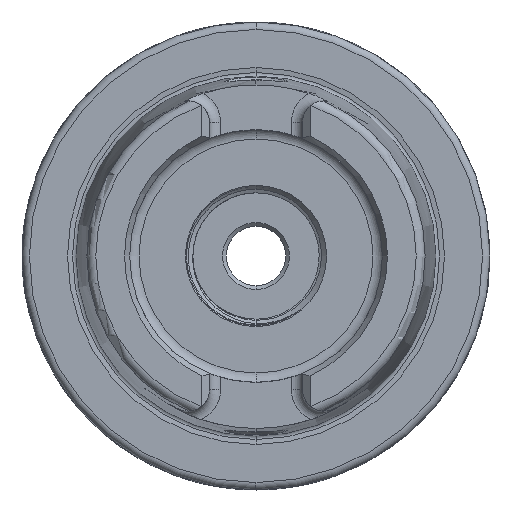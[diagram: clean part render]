
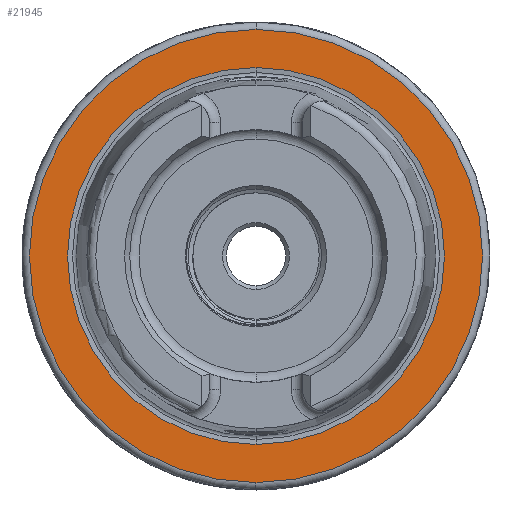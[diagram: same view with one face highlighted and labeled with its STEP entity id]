
A CAD part, left-side view. The second image highlights one B-rep face of the part: STEP entity #21945.
In plain terms, the highlighted planar face has unit normal (-1, 0, 0).
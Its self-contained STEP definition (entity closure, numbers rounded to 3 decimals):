
#1063 = EDGE_LOOP ( 'NONE', ( #22381, #22371 ) ) ;
#1124 = EDGE_LOOP ( 'NONE', ( #18983, #22356 ) ) ;
#1162 = CIRCLE ( 'NONE', #3961, 30.5 ) ;
#1216 = CIRCLE ( 'NONE', #3958, 25.369 ) ;
#1607 = CIRCLE ( 'NONE', #20067, 25.369 ) ;
#1620 = CIRCLE ( 'NONE', #20064, 30.5 ) ;
#2356 = DIRECTION ( 'NONE',  ( 0., 0., 1. ) ) ;
#2360 = DIRECTION ( 'NONE',  ( -1., 0., 0. ) ) ;
#2366 = CARTESIAN_POINT ( 'NONE',  ( 0., 0., 0. ) ) ;
#3620 = EDGE_CURVE ( 'NONE', #19335, #19356, #1162, .T. ) ;
#3657 = EDGE_CURVE ( 'NONE', #19188, #19234, #1216, .T. ) ;
#3813 = EDGE_CURVE ( 'NONE', #19356, #19335, #1620, .T. ) ;
#3845 = EDGE_CURVE ( 'NONE', #19234, #19188, #1607, .T. ) ;
#3958 = AXIS2_PLACEMENT_3D ( 'NONE', #7714, #7739, #7722 ) ;
#3961 = AXIS2_PLACEMENT_3D ( 'NONE', #22022, #22023, #22024 ) ;
#4700 = FACE_BOUND ( 'NONE', #1063, .T. ) ;
#4726 = FACE_OUTER_BOUND ( 'NONE', #1124, .T. ) ;
#5101 = CARTESIAN_POINT ( 'NONE',  ( 0., 0., 25.369 ) ) ;
#5144 = CARTESIAN_POINT ( 'NONE',  ( 0., 0., -25.369 ) ) ;
#5235 = CARTESIAN_POINT ( 'NONE',  ( 0., 0., -30.5 ) ) ;
#5244 = CARTESIAN_POINT ( 'NONE',  ( 0., 0., 30.5 ) ) ;
#7714 = CARTESIAN_POINT ( 'NONE',  ( 0., 0., 0. ) ) ;
#7722 = DIRECTION ( 'NONE',  ( 0., 0., -1. ) ) ;
#7739 = DIRECTION ( 'NONE',  ( 1., 0., 0. ) ) ;
#11948 = DIRECTION ( 'NONE',  ( 0., 0., 1. ) ) ;
#11953 = DIRECTION ( 'NONE',  ( -1., 0., 0. ) ) ;
#11979 = PLANE ( 'NONE',  #12930 ) ;
#11980 = CARTESIAN_POINT ( 'NONE',  ( 0., 25.369, 0. ) ) ;
#12930 = AXIS2_PLACEMENT_3D ( 'NONE', #11980, #11953, #11948 ) ;
#18241 = CARTESIAN_POINT ( 'NONE',  ( 0., 0., 0. ) ) ;
#18259 = DIRECTION ( 'NONE',  ( 1., 0., 0. ) ) ;
#18260 = DIRECTION ( 'NONE',  ( 0., 0., -1. ) ) ;
#18983 = ORIENTED_EDGE ( 'NONE', *, *, #3620, .T. ) ;
#19188 = VERTEX_POINT ( 'NONE', #5101 ) ;
#19234 = VERTEX_POINT ( 'NONE', #5144 ) ;
#19335 = VERTEX_POINT ( 'NONE', #5244 ) ;
#19356 = VERTEX_POINT ( 'NONE', #5235 ) ;
#20064 = AXIS2_PLACEMENT_3D ( 'NONE', #2366, #2360, #2356 ) ;
#20067 = AXIS2_PLACEMENT_3D ( 'NONE', #18241, #18259, #18260 ) ;
#21945 = ADVANCED_FACE ( 'NONE', ( #4726, #4700 ), #11979, .T. ) ;
#22022 = CARTESIAN_POINT ( 'NONE',  ( 0., 0., 0. ) ) ;
#22023 = DIRECTION ( 'NONE',  ( -1., 0., 0. ) ) ;
#22024 = DIRECTION ( 'NONE',  ( 0., 0., 1. ) ) ;
#22356 = ORIENTED_EDGE ( 'NONE', *, *, #3813, .T. ) ;
#22371 = ORIENTED_EDGE ( 'NONE', *, *, #3845, .T. ) ;
#22381 = ORIENTED_EDGE ( 'NONE', *, *, #3657, .T. ) ;
